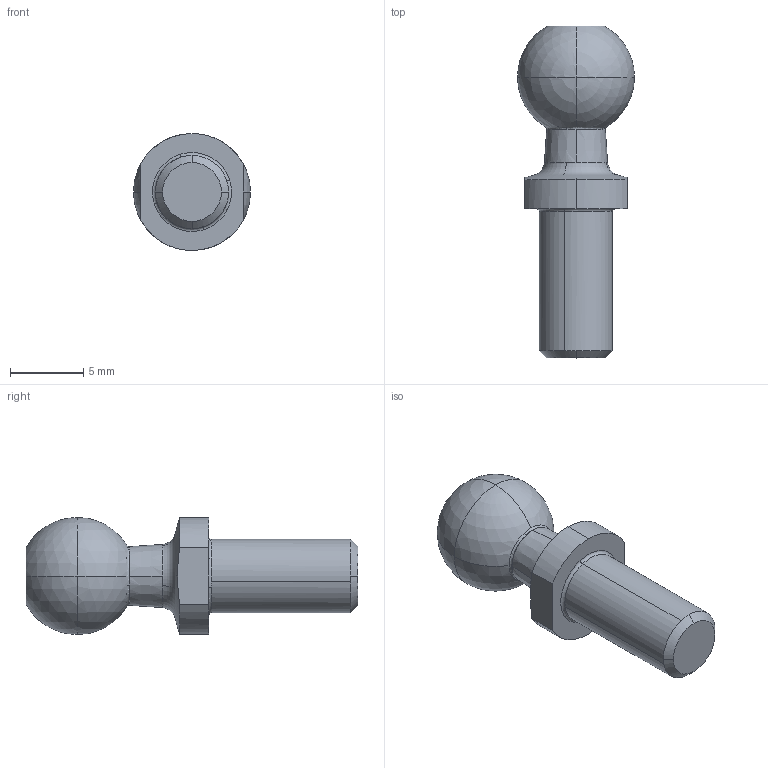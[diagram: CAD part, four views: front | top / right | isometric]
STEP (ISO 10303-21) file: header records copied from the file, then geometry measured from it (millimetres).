
FILE_DESCRIPTION(('CATIA V5 STEP Exchange'),'2;1');
FILE_NAME('wg_din71802_rf_63699605_7.stp','2023-01-26T17:57:32+00:00',('none'),('none'),'CATIA Version 5 Release 20 GA (IN-10)','CATIA V5 STEP AP203','none');
FILE_SCHEMA(('CONFIG_CONTROL_DESIGN'));
Length unit declared in the file: millimetre
Products named in the file (1): wg_din71802_rf_63699605_7
Bounding box: 8 x 22.7 x 8 mm (x, y, z)
Volume: 614.3 mm3; surface area: 510.2 mm2
Topology: 1 solids, 1 shells, 49 faces, 134 edges, 80 vertices
Faces by surface type: torus 16, cone 12, sphere 8, cylinder 8, plane 5
Entity records: 1584 total; most frequent: CARTESIAN_POINT 406, ORIENTED_EDGE 252, DIRECTION 198, AXIS2_PLACEMENT_3D 126, EDGE_CURVE 126, VERTEX_POINT 80, CIRCLE 76, EDGE_LOOP 50
